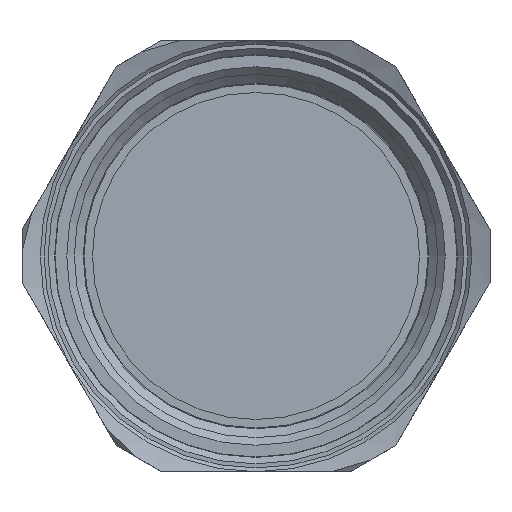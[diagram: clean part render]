
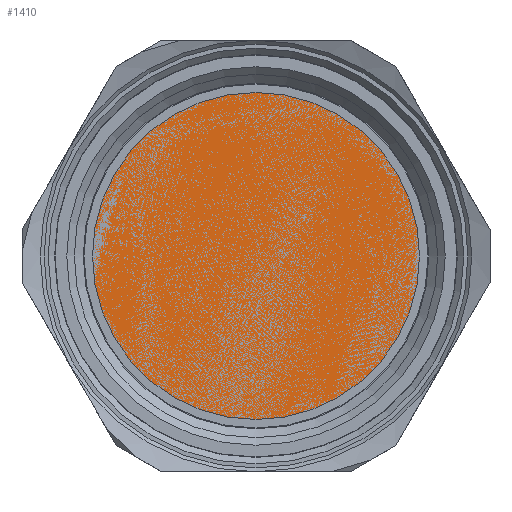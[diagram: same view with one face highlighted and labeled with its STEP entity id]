
A CAD part, left-side view. The second image highlights one B-rep face of the part: STEP entity #1410.
In plain terms, the highlighted planar face has unit normal (-1, 0, 0).
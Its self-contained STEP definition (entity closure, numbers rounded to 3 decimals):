
#439=FACE_OUTER_BOUND('',#527,.T.);
#527=EDGE_LOOP('',(#1288));
#590=CIRCLE('',#1571,21.6);
#714=VERTEX_POINT('',#2662);
#906=EDGE_CURVE('',#714,#714,#590,.T.);
#1288=ORIENTED_EDGE('',*,*,#906,.T.);
#1330=PLANE('',#1570);
#1410=ADVANCED_FACE('',(#439),#1330,.T.);
#1570=AXIS2_PLACEMENT_3D('',#2661,#1919,#1920);
#1571=AXIS2_PLACEMENT_3D('',#2663,#1921,#1922);
#1919=DIRECTION('center_axis',(-1.,0.,0.));
#1920=DIRECTION('ref_axis',(0.,0.,1.));
#1921=DIRECTION('center_axis',(-1.,0.,0.));
#1922=DIRECTION('ref_axis',(0.,0.,
1.));
#2661=CARTESIAN_POINT('Origin',(34.231,85.479,155.474));
#2662=CARTESIAN_POINT('',(34.231,107.079,155.474));
#2663=CARTESIAN_POINT('Origin',(34.231,85.479,155.474));
